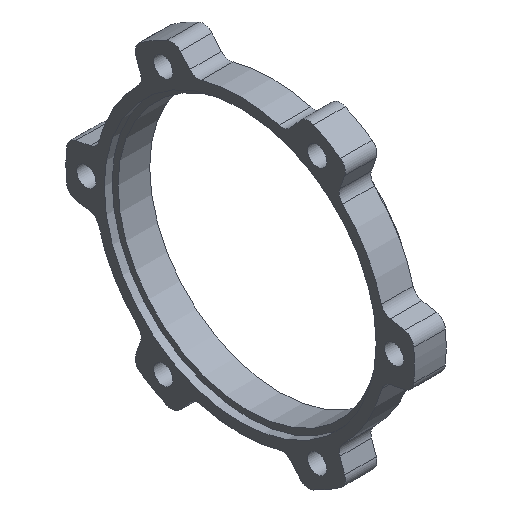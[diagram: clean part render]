
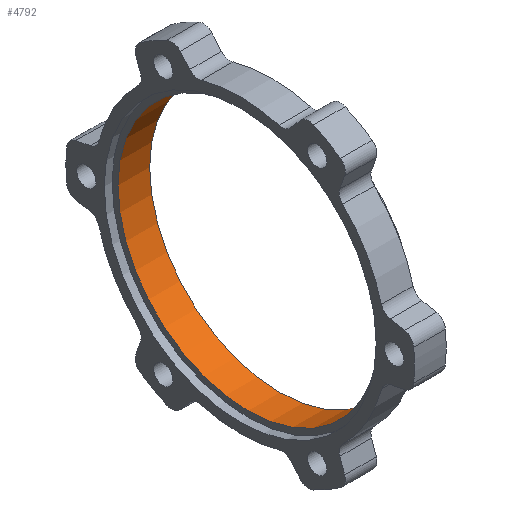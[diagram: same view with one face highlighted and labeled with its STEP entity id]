
A CAD part, isometric view. The second image highlights one B-rep face of the part: STEP entity #4792.
In plain terms, the highlighted cylindrical face has radius 57.5 mm (diameter 115 mm), a full revolution.
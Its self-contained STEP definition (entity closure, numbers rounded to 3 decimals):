
#4289 = PLANE('',#4290);
#4290 = AXIS2_PLACEMENT_3D('',#4291,#4292,#4293);
#4291 = CARTESIAN_POINT('',(-6.352,0.,0.));
#4292 = DIRECTION('',(1.,0.,0.));
#4293 = DIRECTION('',(0.,1.,0.));
#4709 = EDGE_CURVE('',#4710,#4710,#4712,.T.);
#4710 = VERTEX_POINT('',#4711);
#4711 = CARTESIAN_POINT('',(-6.352,57.5,0.));
#4712 = SURFACE_CURVE('',#4713,(#4718,#4725),.PCURVE_S1.);
#4713 = CIRCLE('',#4714,57.5);
#4714 = AXIS2_PLACEMENT_3D('',#4715,#4716,#4717);
#4715 = CARTESIAN_POINT('',(-6.352,0.,0.));
#4716 = DIRECTION('',(1.,0.,0.));
#4717 = DIRECTION('',(0.,1.,0.));
#4718 = PCURVE('',#4289,#4719);
#4719 = DEFINITIONAL_REPRESENTATION('',(#4720),#4724);
#4720 = CIRCLE('',#4721,57.5);
#4721 = AXIS2_PLACEMENT_2D('',#4722,#4723);
#4722 = CARTESIAN_POINT('',(0.,0.));
#4723 = DIRECTION('',(1.,0.));
#4724 = ( GEOMETRIC_REPRESENTATION_CONTEXT(2) 
PARAMETRIC_REPRESENTATION_CONTEXT() REPRESENTATION_CONTEXT('2D SPACE',''
  ) );
#4725 = PCURVE('',#4726,#4731);
#4726 = CYLINDRICAL_SURFACE('',#4727,57.5);
#4727 = AXIS2_PLACEMENT_3D('',#4728,#4729,#4730);
#4728 = CARTESIAN_POINT('',(-6.352,0.,0.));
#4729 = DIRECTION('',(1.,0.,0.));
#4730 = DIRECTION('',(0.,1.,0.));
#4731 = DEFINITIONAL_REPRESENTATION('',(#4732),#4736);
#4732 = LINE('',#4733,#4734);
#4733 = CARTESIAN_POINT('',(0.,0.));
#4734 = VECTOR('',#4735,1.);
#4735 = DIRECTION('',(1.,0.));
#4736 = ( GEOMETRIC_REPRESENTATION_CONTEXT(2) 
PARAMETRIC_REPRESENTATION_CONTEXT() REPRESENTATION_CONTEXT('2D SPACE',''
  ) );
#4758 = PLANE('',#4759);
#4759 = AXIS2_PLACEMENT_3D('',#4760,#4761,#4762);
#4760 = CARTESIAN_POINT('',(7.648,0.,0.));
#4761 = DIRECTION('',(1.,0.,0.));
#4762 = DIRECTION('',(0.,1.,0.));
#4792 = ADVANCED_FACE('',(#4793),#4726,.F.);
#4793 = FACE_BOUND('',#4794,.F.);
#4794 = EDGE_LOOP('',(#4795,#4796,#4819,#4841));
#4795 = ORIENTED_EDGE('',*,*,#4709,.T.);
#4796 = ORIENTED_EDGE('',*,*,#4797,.T.);
#4797 = EDGE_CURVE('',#4710,#4798,#4800,.T.);
#4798 = VERTEX_POINT('',#4799);
#4799 = CARTESIAN_POINT('',(7.648,57.5,0.));
#4800 = SEAM_CURVE('',#4801,(#4805,#4812),.PCURVE_S1.);
#4801 = LINE('',#4802,#4803);
#4802 = CARTESIAN_POINT('',(-6.352,57.5,0.));
#4803 = VECTOR('',#4804,1.);
#4804 = DIRECTION('',(1.,0.,0.));
#4805 = PCURVE('',#4726,#4806);
#4806 = DEFINITIONAL_REPRESENTATION('',(#4807),#4811);
#4807 = LINE('',#4808,#4809);
#4808 = CARTESIAN_POINT('',(0.,0.));
#4809 = VECTOR('',#4810,1.);
#4810 = DIRECTION('',(0.,1.));
#4811 = ( GEOMETRIC_REPRESENTATION_CONTEXT(2) 
PARAMETRIC_REPRESENTATION_CONTEXT() REPRESENTATION_CONTEXT('2D SPACE',''
  ) );
#4812 = PCURVE('',#4726,#4813);
#4813 = DEFINITIONAL_REPRESENTATION('',(#4814),#4818);
#4814 = LINE('',#4815,#4816);
#4815 = CARTESIAN_POINT('',(6.283,0.));
#4816 = VECTOR('',#4817,1.);
#4817 = DIRECTION('',(0.,1.));
#4818 = ( GEOMETRIC_REPRESENTATION_CONTEXT(2) 
PARAMETRIC_REPRESENTATION_CONTEXT() REPRESENTATION_CONTEXT('2D SPACE',''
  ) );
#4819 = ORIENTED_EDGE('',*,*,#4820,.F.);
#4820 = EDGE_CURVE('',#4798,#4798,#4821,.T.);
#4821 = SURFACE_CURVE('',#4822,(#4827,#4834),.PCURVE_S1.);
#4822 = CIRCLE('',#4823,57.5);
#4823 = AXIS2_PLACEMENT_3D('',#4824,#4825,#4826);
#4824 = CARTESIAN_POINT('',(7.648,0.,0.));
#4825 = DIRECTION('',(1.,0.,0.));
#4826 = DIRECTION('',(0.,1.,0.));
#4827 = PCURVE('',#4726,#4828);
#4828 = DEFINITIONAL_REPRESENTATION('',(#4829),#4833);
#4829 = LINE('',#4830,#4831);
#4830 = CARTESIAN_POINT('',(0.,14.));
#4831 = VECTOR('',#4832,1.);
#4832 = DIRECTION('',(1.,0.));
#4833 = ( GEOMETRIC_REPRESENTATION_CONTEXT(2) 
PARAMETRIC_REPRESENTATION_CONTEXT() REPRESENTATION_CONTEXT('2D SPACE',''
  ) );
#4834 = PCURVE('',#4758,#4835);
#4835 = DEFINITIONAL_REPRESENTATION('',(#4836),#4840);
#4836 = CIRCLE('',#4837,57.5);
#4837 = AXIS2_PLACEMENT_2D('',#4838,#4839);
#4838 = CARTESIAN_POINT('',(0.,0.));
#4839 = DIRECTION('',(1.,-0.));
#4840 = ( GEOMETRIC_REPRESENTATION_CONTEXT(2) 
PARAMETRIC_REPRESENTATION_CONTEXT() REPRESENTATION_CONTEXT('2D SPACE',''
  ) );
#4841 = ORIENTED_EDGE('',*,*,#4797,.F.);
